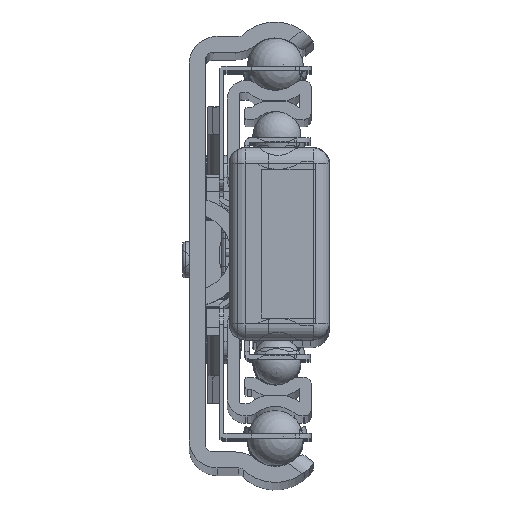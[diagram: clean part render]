
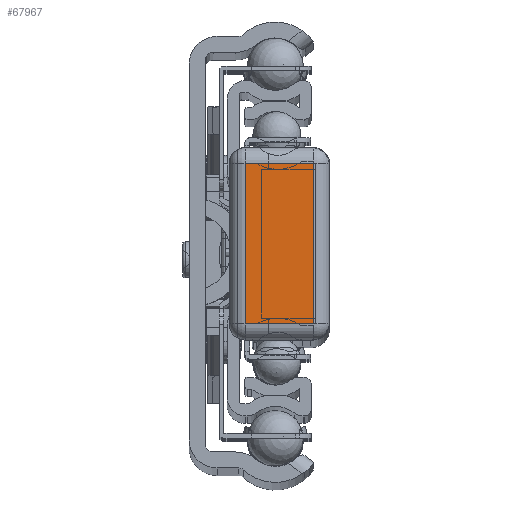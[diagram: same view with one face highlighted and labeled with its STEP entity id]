
A CAD part, top view. The second image highlights one B-rep face of the part: STEP entity #67967.
In plain terms, the highlighted planar face has unit normal (0, 0, 1).
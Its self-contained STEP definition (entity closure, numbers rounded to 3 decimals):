
#3837=PLANE('',#72302);
#6735=FACE_OUTER_BOUND('',#10234,.T.);
#10234=EDGE_LOOP('',(#47155,#47156,#47157,#47158));
#14165=LINE('',#101962,#19159);
#14167=LINE('',#101970,#19161);
#14169=LINE('',#101980,#19163);
#14171=LINE('',#101989,#19165);
#19159=VECTOR('',#80733,10.);
#19161=VECTOR('',#80741,10.);
#19163=VECTOR('',#80753,10.);
#19165=VECTOR('',#80765,10.);
#27074=VERTEX_POINT('',#101959);
#27075=VERTEX_POINT('',#101961);
#27078=VERTEX_POINT('',#101969);
#27081=VERTEX_POINT('',#101979);
#34711=EDGE_CURVE('',#27074,#27075,#14165,.T.);
#34715=EDGE_CURVE('',#27075,#27078,#14167,.T.);
#34720=EDGE_CURVE('',#27078,#27081,#14169,.T.);
#34725=EDGE_CURVE('',#27081,#27074,#14171,.T.);
#47155=ORIENTED_EDGE('',*,*,#34711,.F.);
#47156=ORIENTED_EDGE('',*,*,#34725,.F.);
#47157=ORIENTED_EDGE('',*,*,#34720,.F.);
#47158=ORIENTED_EDGE('',*,*,#34715,.F.);
#67967=ADVANCED_FACE('',(#6735),#3837,.T.);
#72302=AXIS2_PLACEMENT_3D('',#102003,#80787,#80788);
#80733=DIRECTION('',(0.,1.,0.));
#80741=DIRECTION('',(1.,0.,0.));
#80753=DIRECTION('',(0.,-1.,0.));
#80765=DIRECTION('',(-1.,0.,0.));
#80787=DIRECTION('center_axis',(0.,0.,
1.));
#80788=DIRECTION('ref_axis',(-1.,0.,0.));
#101959=CARTESIAN_POINT('',(-3.75,-10.,875.));
#101961=CARTESIAN_POINT('',(-3.75,10.,875.));
#101962=CARTESIAN_POINT('',(-3.75,-5.,875.));
#101969=CARTESIAN_POINT('',(4.75,10.,875.));
#101970=CARTESIAN_POINT('',(-1.625,10.,875.));
#101979=CARTESIAN_POINT('',(4.75,-10.,875.));
#101980=CARTESIAN_POINT('',(4.75,5.,875.));
#101989=CARTESIAN_POINT('',(2.625,-10.,875.));
#102003=CARTESIAN_POINT('Origin',(0.5,0.,
875.));
